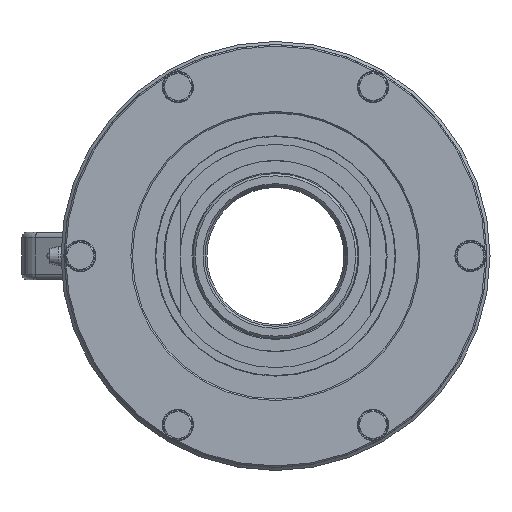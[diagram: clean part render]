
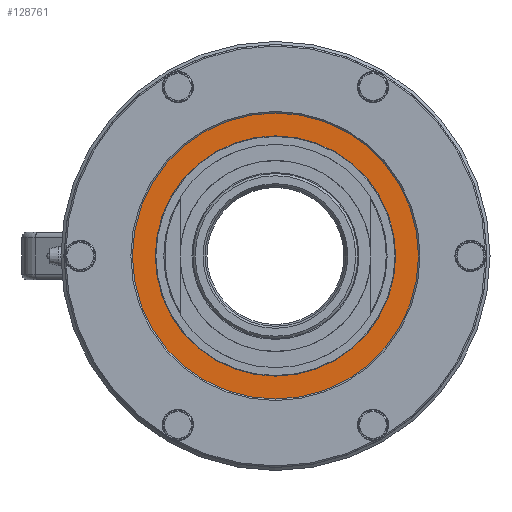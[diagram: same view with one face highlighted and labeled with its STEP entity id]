
A CAD part, left-side view. The second image highlights one B-rep face of the part: STEP entity #128761.
In plain terms, the highlighted planar face has unit normal (-1, 0, 0).
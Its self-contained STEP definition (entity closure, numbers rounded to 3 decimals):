
#2116=CIRCLE('',#135185,84.5);
#2117=CIRCLE('',#135186,64.);
#2732=FACE_BOUND('',#14986,.T.);
#7934=FACE_OUTER_BOUND('',#14985,.T.);
#14985=EDGE_LOOP('',(#101436));
#14986=EDGE_LOOP('',(#101437));
#55765=VERTEX_POINT('',#203192);
#55766=VERTEX_POINT('',#203194);
#71543=EDGE_CURVE('',#55765,#55765,#2116,.T.);
#71544=EDGE_CURVE('',#55766,#55766,#2117,.T.);
#101436=ORIENTED_EDGE('',*,*,#71543,.F.);
#101437=ORIENTED_EDGE('',*,*,#71544,.F.);
#117447=PLANE('',#135184);
#128761=ADVANCED_FACE('',(#7934,#2732),#117447,.T.);
#135184=AXIS2_PLACEMENT_3D('',#203191,#155416,#155417);
#135185=AXIS2_PLACEMENT_3D('',#203193,#155418,#155419);
#135186=AXIS2_PLACEMENT_3D('',#203195,#155420,#155421);
#155416=DIRECTION('center_axis',(-1.,0.,0.));
#155417=DIRECTION('ref_axis',(0.,0.,-1.));
#155418=DIRECTION('center_axis',(1.,0.,0.));
#155419=DIRECTION('ref_axis',(0.,-1.,0.));
#155420=DIRECTION('center_axis',(-1.,0.,0.));
#155421=DIRECTION('ref_axis',(0.,1.,0.));
#203191=CARTESIAN_POINT('Origin',(3.44,-74.25,0.));
#203192=CARTESIAN_POINT('',(3.44,84.5,0.));
#203193=CARTESIAN_POINT('Origin',(3.44,0.,0.));
#203194=CARTESIAN_POINT('',(3.44,0.,-64.));
#203195=CARTESIAN_POINT('Origin',(3.44,0.,0.));
